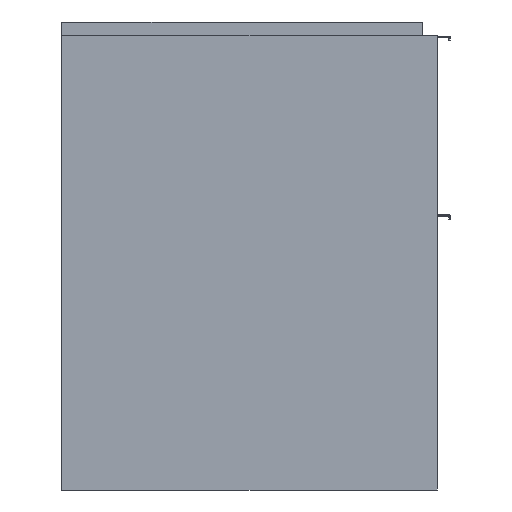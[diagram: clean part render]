
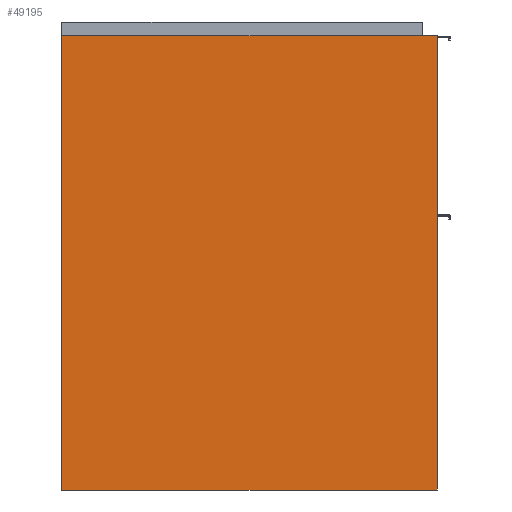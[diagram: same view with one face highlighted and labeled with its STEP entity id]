
A CAD part, left-side view. The second image highlights one B-rep face of the part: STEP entity #49195.
In plain terms, the highlighted planar face has unit normal (-1, 0, 0).
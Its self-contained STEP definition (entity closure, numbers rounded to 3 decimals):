
#4218=FACE_OUTER_BOUND('',#7014,.T.);
#7014=EDGE_LOOP('',(#37483,#37484,#37485,#37486));
#11110=LINE('',#74765,#16697);
#11114=LINE('',#74773,#16701);
#11117=LINE('',#74779,#16704);
#11120=LINE('',#74784,#16707);
#16697=VECTOR('',#60457,462.);
#16701=VECTOR('',#60463,559.);
#16704=VECTOR('',#60468,462.);
#16707=VECTOR('',#60473,559.);
#21830=VERTEX_POINT('',#74763);
#21831=VERTEX_POINT('',#74764);
#21834=VERTEX_POINT('',#74772);
#21836=VERTEX_POINT('',#74778);
#27517=EDGE_CURVE('',#21830,#21831,#11110,.T.);
#27521=EDGE_CURVE('',#21834,#21830,#11114,.T.);
#27524=EDGE_CURVE('',#21836,#21834,#11117,.T.);
#27527=EDGE_CURVE('',#21831,#21836,#11120,.T.);
#37483=ORIENTED_EDGE('',*,*,#27527,.F.);
#37484=ORIENTED_EDGE('',*,*,#27517,.F.);
#37485=ORIENTED_EDGE('',*,*,#27521,.F.);
#37486=ORIENTED_EDGE('',*,*,#27524,.F.);
#47090=PLANE('',#52395);
#49195=ADVANCED_FACE('',(#4218),#47090,.F.);
#52395=AXIS2_PLACEMENT_3D('',#74787,#60477,#60478);
#60457=DIRECTION('',(0.,1.,0.));
#60463=DIRECTION('',(0.,0.,-1.));
#60468=DIRECTION('',(0.,-1.,0.));
#60473=DIRECTION('',(0.,0.,1.));
#60477=DIRECTION('center_axis',(1.,0.,0.));
#60478=DIRECTION('ref_axis',(0.,0.,-1.));
#74763=CARTESIAN_POINT('',(0.,0.,0.));
#74764=CARTESIAN_POINT('',(0.,462.,0.));
#74765=CARTESIAN_POINT('',(0.,0.,0.));
#74772=CARTESIAN_POINT('',(0.,0.,559.));
#74773=CARTESIAN_POINT('',(0.,0.,559.));
#74778=CARTESIAN_POINT('',(0.,462.,559.));
#74779=CARTESIAN_POINT('',(0.,462.,559.));
#74784=CARTESIAN_POINT('',(0.,462.,0.));
#74787=CARTESIAN_POINT('Origin',(0.,231.,279.5));
